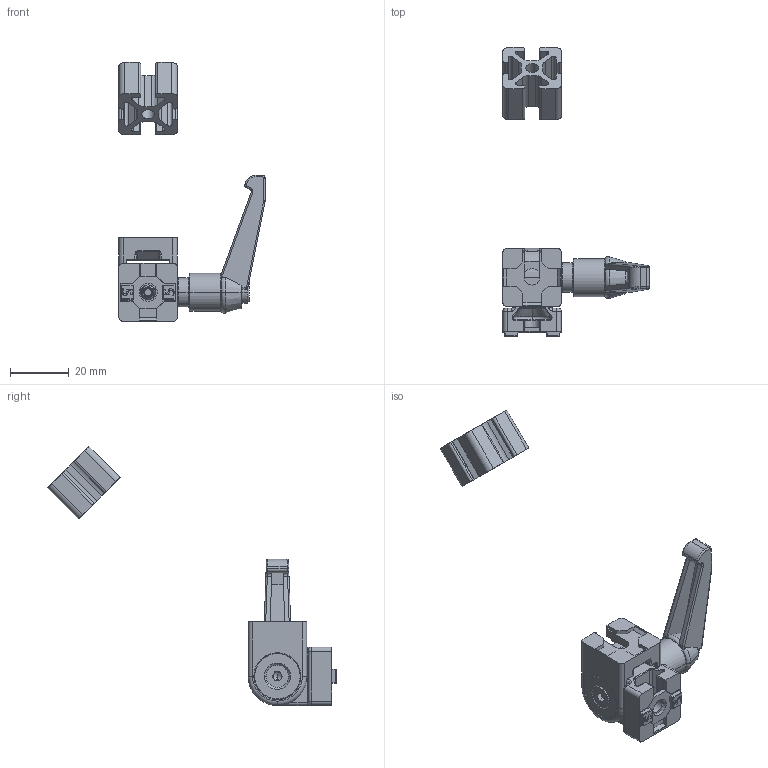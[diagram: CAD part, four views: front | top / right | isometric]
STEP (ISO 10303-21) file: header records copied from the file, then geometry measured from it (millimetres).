
FILE_DESCRIPTION (( 'STEP AP214' ), '1' );
FILE_NAME ('new products093gabf20an05.step', '2017-09-27T09:36:06', ( '' ), ( '' ), 'SwSTEP 2.0', 'SolidWorks 2017', '' );
FILE_SCHEMA (( 'AUTOMOTIVE_DESIGN' ));
Length unit declared in the file: millimetre
Products named in the file (11): 093GR30_138313 - 093GR46; 093gr28_093gr09; 093G20N --- R02 u Tab_134582 - N5; 093G20N --- R01 u Tab_134581 - N5; profiledummy_Default<As Machined>; new products093gabf20an05; 093gr21_093gr21; 041LLXXX_041LL040K91M0408M; Countersunk head screw ISO 10642 - M4x08_DIN 7991 - M4; 093GR31_134586; 093GR30_134585
Assembly tree (12 placements, depth 2):
  new products093gabf20an05
    profiledummy_Default<As Machined>
    093G20N --- R01 u Tab_134581 - N5
    093G20N --- R02 u Tab_134582 - N5
    093gr28_093gr09  x2
    093GR30_138313 - 093GR46
    093GR30_134585
    093GR31_134586
    Countersunk head screw ISO 10642 - M4x08_DIN 7991 - M4
    041LLXXX_041LL040K91M0408M
    093gr21_093gr21  x2
Bounding box: 50 x 98.71 x 88.56 mm (x, y, z)
Volume: 18502.5 mm3; surface area: 14905.1 mm2
Topology: 12 solids, 12 shells, 1176 faces, 2853 edges, 1657 vertices
Faces by surface type: cylinder 417, plane 291, torus 250, bspline 92, sphere 90, cone 36
Entity records: 34111 total; most frequent: CARTESIAN_POINT 8936, DIRECTION 5572, ORIENTED_EDGE 5018, EDGE_CURVE 2509, AXIS2_PLACEMENT_3D 2266, VERTEX_POINT 1481, CIRCLE 1251, EDGE_LOOP 1104
